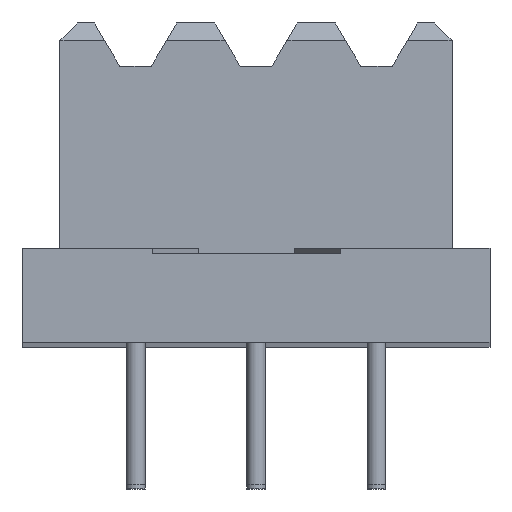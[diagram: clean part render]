
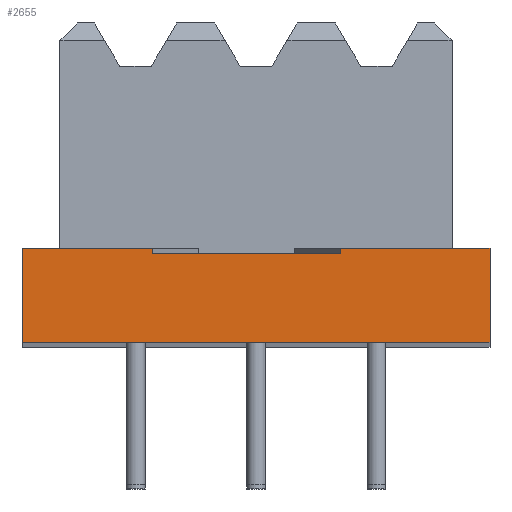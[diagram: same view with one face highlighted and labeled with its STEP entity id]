
A CAD part, top view. The second image highlights one B-rep face of the part: STEP entity #2655.
In plain terms, the highlighted free-form (B-spline) face has degree [1, 1] with [2, 2] control points.
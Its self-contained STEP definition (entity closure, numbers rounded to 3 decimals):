
#668=CARTESIAN_POINT('V68',(10.075,2.97,
   94.9));
#669=VERTEX_POINT('V68',#668);
#670=CARTESIAN_POINT('V61',(10.075,2.8,
   94.9));
#671=VERTEX_POINT('V61',#670);
#672=CARTESIAN_POINT('E92',(10.075,2.97,
   94.9));
#673=CARTESIAN_POINT('E92',(10.075,2.8,
   94.9));
#674=QUASI_UNIFORM_CURVE('E92',1,(#672,#673),.POLYLINE_FORM.,.F.,.U.
   );
#675=EDGE_CURVE('E92',#669,#671,#674,.T.);
#2573=CARTESIAN_POINT('V67',(14.8,2.97,
   94.9));
#2574=VERTEX_POINT('V67',#2573);
#2580=CARTESIAN_POINT('V66',(14.8,0.,
   94.9));
#2581=VERTEX_POINT('V66',#2580);
#2582=CARTESIAN_POINT('E90',(14.8,2.97,
   94.9));
#2583=CARTESIAN_POINT('E90',(14.8,0.,
   94.9));
#2584=QUASI_UNIFORM_CURVE('E90',1,(#2582,#2583),.POLYLINE_FORM.,.F.,
   .U.);
#2585=EDGE_CURVE('E90',#2574,#2581,#2584,.T.);
#2608=CARTESIAN_POINT('F34',(-0.74,-0.505,
   94.9));
#2609=CARTESIAN_POINT('F34',(15.54,-0.505,
   94.9));
#2610=CARTESIAN_POINT('F34',(-0.74,10.605,
   94.9));
#2611=CARTESIAN_POINT('F34',(15.54,10.605,
   94.9));
#2612=QUASI_UNIFORM_SURFACE('F34',1,1,((#2608,#2610),(#2609,#2611))
,.PLANE_SURF.,.F.,.F.,.U.);
#2613=CARTESIAN_POINT('V62',(4.125,2.8,
   94.9));
#2614=VERTEX_POINT('V62',#2613);
#2615=CARTESIAN_POINT('E85',(10.075,2.8,
   94.9));
#2616=CARTESIAN_POINT('E85',(4.125,2.8,
   94.9));
#2617=B_SPLINE_CURVE_WITH_KNOTS('E85',1,(#2615,#2616),
   .POLYLINE_FORM.,.F.,.U.,(2,2),(0.0,35.0),.UNSPECIFIED.);
#2618=EDGE_CURVE('E85',#671,#2614,#2617,.T.);
#2619=ORIENTED_EDGE('E85',*,*,#2618,.T.);
#2620=CARTESIAN_POINT('V63',(4.125,2.97,
   94.9));
#2621=VERTEX_POINT('V63',#2620);
#2622=CARTESIAN_POINT('E86',(4.125,2.8,
   94.9));
#2623=CARTESIAN_POINT('E86',(4.125,2.97,
   94.9));
#2624=QUASI_UNIFORM_CURVE('E86',1,(#2622,#2623),.POLYLINE_FORM.,.F.,
   .U.);
#2625=EDGE_CURVE('E86',#2614,#2621,#2624,.T.);
#2626=ORIENTED_EDGE('E86',*,*,#2625,.T.);
#2627=CARTESIAN_POINT('V64',(0.,2.97,
   94.9));
#2628=VERTEX_POINT('V64',#2627);
#2629=CARTESIAN_POINT('E87',(0.,2.97,
   94.9));
#2630=CARTESIAN_POINT('E87',(4.125,2.97,
   94.9));
#2631=B_SPLINE_CURVE_WITH_KNOTS('E87',1,(#2629,#2630),
   .POLYLINE_FORM.,.F.,.U.,(2,2),(0.0,0.279),
   .UNSPECIFIED.);
#2632=EDGE_CURVE('E87',#2628,#2621,#2631,.T.);
#2633=ORIENTED_EDGE('E87',*,*,#2632,.F.);
#2634=CARTESIAN_POINT('V65',(0.0,0.0,94.9));
#2635=VERTEX_POINT('V65',#2634);
#2636=CARTESIAN_POINT('E88',(0.0,0.0,94.9));
#2637=CARTESIAN_POINT('E88',(0.,2.97,
   94.9));
#2638=QUASI_UNIFORM_CURVE('E88',1,(#2636,#2637),.POLYLINE_FORM.,.F.,
   .U.);
#2639=EDGE_CURVE('E88',#2635,#2628,#2638,.T.);
#2640=ORIENTED_EDGE('E88',*,*,#2639,.F.);
#2641=CARTESIAN_POINT('E89',(14.8,0.0,
   94.9));
#2642=CARTESIAN_POINT('E89',(0.0,0.0,94.9));
#2643=QUASI_UNIFORM_CURVE('E89',1,(#2641,#2642),.POLYLINE_FORM.,.F.,
   .U.);
#2644=EDGE_CURVE('E89',#2581,#2635,#2643,.T.);
#2645=ORIENTED_EDGE('E89',*,*,#2644,.F.);
#2646=ORIENTED_EDGE('E90',*,*,#2585,.F.);
#2647=CARTESIAN_POINT('E91',(10.075,2.97,
   94.9));
#2648=CARTESIAN_POINT('E91',(14.8,2.97,
   94.9));
#2649=B_SPLINE_CURVE_WITH_KNOTS('E91',1,(#2647,#2648),
   .POLYLINE_FORM.,.F.,.U.,(2,2),(0.681,1.0),
   .UNSPECIFIED.);
#2650=EDGE_CURVE('E91',#669,#2574,#2649,.T.);
#2651=ORIENTED_EDGE('E91',*,*,#2650,.F.);
#2652=ORIENTED_EDGE('E92',*,*,#675,.T.);
#2653=EDGE_LOOP('F34',(#2619,#2626,#2633,#2640,#2645,#2646,#2651,
   #2652));
#2654=FACE_OUTER_BOUND('F34',#2653,.T.);
#2655=ADVANCED_FACE('F34',(#2654),#2612,.T.);
